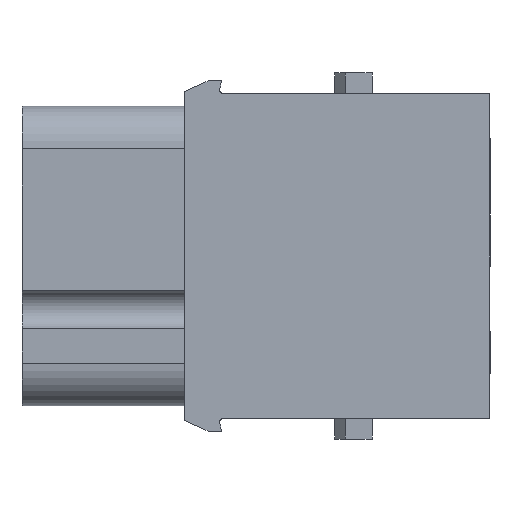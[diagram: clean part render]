
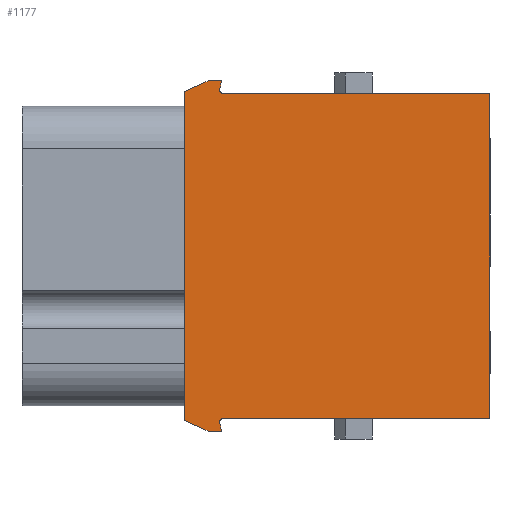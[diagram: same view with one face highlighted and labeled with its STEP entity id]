
A CAD part, left-side view. The second image highlights one B-rep face of the part: STEP entity #1177.
In plain terms, the highlighted planar face has unit normal (-1, 0, 0).
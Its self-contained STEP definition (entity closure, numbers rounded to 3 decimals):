
#733=CIRCLE('',#5614,0.4);
#737=CIRCLE('',#5635,0.4);
#1177=ADVANCED_FACE('',(#1610),#1390,.T.);
#1390=PLANE('',#5898);
#1610=FACE_OUTER_BOUND('',#1920,.T.);
#1920=EDGE_LOOP('',(#3113,#3114,#3115,#3116,#3117,#3118,#3119,#3120,#3121,
#3122,#3123,#3124));
#3113=ORIENTED_EDGE('',*,*,#4308,.F.);
#3114=ORIENTED_EDGE('',*,*,#4303,.T.);
#3115=ORIENTED_EDGE('',*,*,#4310,.T.);
#3116=ORIENTED_EDGE('',*,*,#3805,.T.);
#3117=ORIENTED_EDGE('',*,*,#3792,.T.);
#3118=ORIENTED_EDGE('',*,*,#3796,.T.);
#3119=ORIENTED_EDGE('',*,*,#3800,.T.);
#3120=ORIENTED_EDGE('',*,*,#4311,.T.);
#3121=ORIENTED_EDGE('',*,*,#3847,.T.);
#3122=ORIENTED_EDGE('',*,*,#3850,.T.);
#3123=ORIENTED_EDGE('',*,*,#3852,.T.);
#3124=ORIENTED_EDGE('',*,*,#3854,.T.);
#3314=VERTEX_POINT('',#7404);
#3315=VERTEX_POINT('',#7405);
#3318=VERTEX_POINT('',#7413);
#3321=VERTEX_POINT('',#7420);
#3324=VERTEX_POINT('',#7431);
#3354=VERTEX_POINT('',#7516);
#3355=VERTEX_POINT('',#7518);
#3356=VERTEX_POINT('',#7522);
#3357=VERTEX_POINT('',#7526);
#3358=VERTEX_POINT('',#7530);
#3672=VERTEX_POINT('',#8539);
#3673=VERTEX_POINT('',#8540);
#3792=EDGE_CURVE('',#3314,#3315,#4438,.T.);
#3796=EDGE_CURVE('',#3315,#3318,#4442,.T.);
#3800=EDGE_CURVE('',#3318,#3321,#4446,.T.);
#3805=EDGE_CURVE('',#3324,#3314,#733,.T.);
#3847=EDGE_CURVE('',#3355,#3354,#4488,.T.);
#3850=EDGE_CURVE('',#3354,#3356,#4491,.T.);
#3852=EDGE_CURVE('',#3356,#3357,#4493,.T.);
#3854=EDGE_CURVE('',#3357,#3358,#737,.T.);
#4303=EDGE_CURVE('',#3672,#3673,#4865,.T.);
#4308=EDGE_CURVE('',#3672,#3358,#4870,.T.);
#4310=EDGE_CURVE('',#3673,#3324,#4872,.T.);
#4311=EDGE_CURVE('',#3321,#3355,#4873,.T.);
#4438=LINE('',#7403,#4986);
#4442=LINE('',#7412,#4990);
#4446=LINE('',#7421,#4994);
#4488=LINE('',#7517,#5036);
#4491=LINE('',#7523,#5039);
#4493=LINE('',#7527,#5041);
#4865=LINE('',#8538,#5413);
#4870=LINE('',#8548,#5418);
#4872=LINE('',#8551,#5420);
#4873=LINE('',#8552,#5421);
#4986=VECTOR('',#6102,1.);
#4990=VECTOR('',#6108,1.);
#4994=VECTOR('',#6114,1.);
#5036=VECTOR('',#6198,1.);
#5039=VECTOR('',#6203,1.);
#5041=VECTOR('',#6207,1.);
#5413=VECTOR('',#7103,1.);
#5418=VECTOR('',#7110,1.);
#5420=VECTOR('',#7114,1.);
#5421=VECTOR('',#7115,1.);
#5614=AXIS2_PLACEMENT_3D('',#7430,#6124,#6125);
#5635=AXIS2_PLACEMENT_3D('',#7531,#6211,#6212);
#5898=AXIS2_PLACEMENT_3D('',#8553,#7116,#7117);
#6102=DIRECTION('',(0.,-0.259,0.966));
#6108=DIRECTION('',(0.,1.,0.));
#6114=DIRECTION('',(0.,0.906,-0.423));
#6124=DIRECTION('',(1.,0.,0.));
#6125=DIRECTION('',(0.,0.,-1.));
#6198=DIRECTION('',(0.,-0.906,-0.423));
#6203=DIRECTION('',(0.,-1.,0.));
#6207=DIRECTION('',(0.,0.259,0.966));
#6211=DIRECTION('',(1.,0.,0.));
#6212=DIRECTION('',(0.,0.966,-0.259));
#7103=DIRECTION('',(0.,0.,1.));
#7110=DIRECTION('',(0.,1.,0.));
#7114=DIRECTION('',(0.,1.,0.));
#7115=DIRECTION('',(0.,0.,-1.));
#7116=DIRECTION('',(-1.,0.,0.));
#7117=DIRECTION('',(0.,0.,-1.));
#7403=CARTESIAN_POINT('',(-7.3,-0.764,15.604));
#7404=CARTESIAN_POINT('',(-7.3,-0.764,15.604));
#7405=CARTESIAN_POINT('',(-7.3,-0.964,16.35));
#7412=CARTESIAN_POINT('',(-7.3,-0.964,16.35));
#7413=CARTESIAN_POINT('',(-7.3,0.236,16.35));
#7420=CARTESIAN_POINT('',(-7.3,2.5,15.294));
#7421=CARTESIAN_POINT('',(-7.3,0.236,16.35));
#7430=CARTESIAN_POINT('',(-7.3,-1.15,15.5));
#7431=CARTESIAN_POINT('',(-7.3,-1.15,15.1));
#7516=CARTESIAN_POINT('',(-7.3,0.236,-16.45));
#7517=CARTESIAN_POINT('',(-7.3,2.5,-15.394));
#7518=CARTESIAN_POINT('',(-7.3,2.5,-15.394));
#7522=CARTESIAN_POINT('',(-7.3,-0.964,-16.45));
#7523=CARTESIAN_POINT('',(-7.3,0.236,-16.45));
#7526=CARTESIAN_POINT('',(-7.3,-0.764,-15.704));
#7527=CARTESIAN_POINT('',(-7.3,-0.964,-16.45));
#7530=CARTESIAN_POINT('',(-7.3,-1.15,-15.2));
#7531=CARTESIAN_POINT('',(-7.3,-1.15,-15.6));
#8538=CARTESIAN_POINT('',(-7.3,-26.,-15.2));
#8539=CARTESIAN_POINT('',(-7.3,-26.,-15.2));
#8540=CARTESIAN_POINT('',(-7.3,-26.,15.1));
#8548=CARTESIAN_POINT('',(-7.3,-26.,-15.2));
#8551=CARTESIAN_POINT('',(-7.3,-26.,15.1));
#8552=CARTESIAN_POINT('',(-7.3,2.5,15.294));
#8553=CARTESIAN_POINT('',(-7.3,4.127,16.649));
